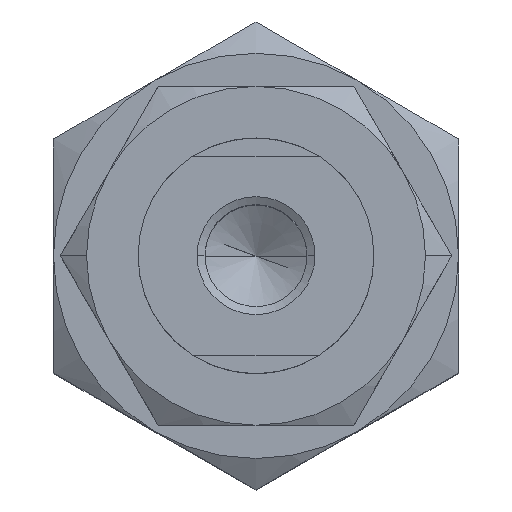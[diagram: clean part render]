
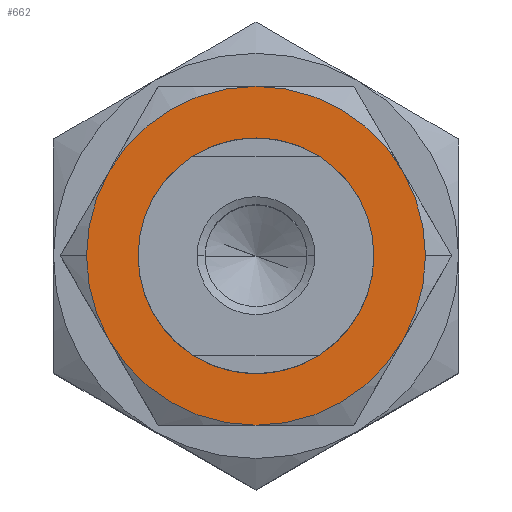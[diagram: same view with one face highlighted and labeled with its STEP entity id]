
A CAD part, top view. The second image highlights one B-rep face of the part: STEP entity #662.
In plain terms, the highlighted planar face has unit normal (0, 0, 1).
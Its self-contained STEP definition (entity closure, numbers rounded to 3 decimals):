
#662=ADVANCED_FACE('',(#1873,#1874),#1875,.T.);
#746=VERTEX_POINT('',#1965);
#1016=EDGE_CURVE('',#746,#1740,#2271,.T.);
#1030=VERTEX_POINT('',#2286);
#1128=VERTEX_POINT('',#2394);
#1188=EDGE_CURVE('',#1030,#1294,#2463,.T.);
#1232=EDGE_CURVE('',#1366,#1466,#2510,.T.);
#1294=VERTEX_POINT('',#2576);
#1296=EDGE_CURVE('',#1466,#1676,#2578,.T.);
#1310=EDGE_CURVE('',#1676,#1598,#2594,.T.);
#1316=EDGE_CURVE('',#1598,#1502,#2600,.T.);
#1366=VERTEX_POINT('',#2658);
#1374=EDGE_CURVE('',#1128,#1030,#2666,.T.);
#1466=VERTEX_POINT('',#2766);
#1476=EDGE_CURVE('',#1502,#1128,#2777,.T.);
#1502=VERTEX_POINT('',#2804);
#1552=EDGE_CURVE('',#1740,#746,#2863,.T.);
#1598=VERTEX_POINT('',#2915);
#1676=VERTEX_POINT('',#2999);
#1740=VERTEX_POINT('',#3071);
#1748=EDGE_CURVE('',#1294,#1366,#3080,.T.);
#1873=FACE_OUTER_BOUND('',#3236,.T.);
#1874=FACE_BOUND('',#3237,.T.);
#1875=PLANE('',#3238);
#1965=CARTESIAN_POINT('',(-16.0,0.,-14.0));
#2271=CIRCLE('',#3908,16.0);
#2286=CARTESIAN_POINT('',(0.,23.0,-14.0));
#2394=CARTESIAN_POINT('',(-19.919,11.5,-14.0));
#2463=CIRCLE('',#4219,23.0);
#2510=CIRCLE('',#4308,23.0);
#2576=CARTESIAN_POINT('',(19.919,11.5,-14.0));
#2578=CIRCLE('',#4416,23.0);
#2594=CIRCLE('',#4434,23.0);
#2600=CIRCLE('',#4451,23.0);
#2658=CARTESIAN_POINT('',(23.0,0.,-14.0));
#2666=CIRCLE('',#4570,23.0);
#2766=CARTESIAN_POINT('',(19.919,-11.5,-14.0));
#2777=CIRCLE('',#4812,23.0);
#2804=CARTESIAN_POINT('',(-23.0,0.,-14.0));
#2863=CIRCLE('',#4950,16.0);
#2915=CARTESIAN_POINT('',(-19.919,-11.5,-14.0));
#2999=CARTESIAN_POINT('',(0.,-23.0,-14.0));
#3071=CARTESIAN_POINT('',(16.0,0.,-14.0));
#3080=CIRCLE('',#5381,23.0);
#3236=EDGE_LOOP('',(#5589,#5590,#5591,#5592,#5593,#5594,#5595,#5596));
#3237=EDGE_LOOP('',(#5597,#5598));
#3238=AXIS2_PLACEMENT_3D('',#5599,#5600,#5601);
#3908=AXIS2_PLACEMENT_3D('',#6076,#6077,#6078);
#4219=AXIS2_PLACEMENT_3D('',#6319,#6320,#6321);
#4308=AXIS2_PLACEMENT_3D('',#6362,#6363,#6364);
#4416=AXIS2_PLACEMENT_3D('',#6434,#6435,#6436);
#4434=AXIS2_PLACEMENT_3D('',#6452,#6453,#6454);
#4451=AXIS2_PLACEMENT_3D('',#6455,#6456,#6457);
#4570=AXIS2_PLACEMENT_3D('',#6523,#6524,#6525);
#4812=AXIS2_PLACEMENT_3D('',#6621,#6622,#6623);
#4950=AXIS2_PLACEMENT_3D('',#6739,#6740,#6741);
#5381=AXIS2_PLACEMENT_3D('',#6972,#6973,#6974);
#5589=ORIENTED_EDGE('',*,*,#1316,.F.);
#5590=ORIENTED_EDGE('',*,*,#1310,.F.);
#5591=ORIENTED_EDGE('',*,*,#1296,.F.);
#5592=ORIENTED_EDGE('',*,*,#1232,.F.);
#5593=ORIENTED_EDGE('',*,*,#1748,.F.);
#5594=ORIENTED_EDGE('',*,*,#1188,.F.);
#5595=ORIENTED_EDGE('',*,*,#1374,.F.);
#5596=ORIENTED_EDGE('',*,*,#1476,.F.);
#5597=ORIENTED_EDGE('',*,*,#1016,.T.);
#5598=ORIENTED_EDGE('',*,*,#1552,.T.);
#5599=CARTESIAN_POINT('',(-19.5,0.,-14.0));
#5600=DIRECTION('',(0.,0.,1.0));
#5601=DIRECTION('',(-1.0,0.,0.));
#6076=CARTESIAN_POINT('',(0.,0.,-14.0));
#6077=DIRECTION('',(0.,0.,-1.0));
#6078=DIRECTION('',(-1.0,0.,0.));
#6319=CARTESIAN_POINT('',(0.,0.,-14.0));
#6320=DIRECTION('',(0.,0.,-1.0));
#6321=DIRECTION('',(-1.0,0.,0.));
#6362=CARTESIAN_POINT('',(0.,0.,-14.0));
#6363=DIRECTION('',(0.,0.,-1.0));
#6364=DIRECTION('',(-1.0,0.,0.));
#6434=CARTESIAN_POINT('',(0.,0.,-14.0));
#6435=DIRECTION('',(0.,0.,-1.0));
#6436=DIRECTION('',(-1.0,0.,0.));
#6452=CARTESIAN_POINT('',(0.,0.,-14.0));
#6453=DIRECTION('',(0.,0.,-1.0));
#6454=DIRECTION('',(-1.0,0.,0.));
#6455=CARTESIAN_POINT('',(0.,0.,-14.0));
#6456=DIRECTION('',(0.,0.,-1.0));
#6457=DIRECTION('',(-1.0,0.,0.));
#6523=CARTESIAN_POINT('',(0.,0.,-14.0));
#6524=DIRECTION('',(0.,0.,-1.0));
#6525=DIRECTION('',(-1.0,0.,0.));
#6621=CARTESIAN_POINT('',(0.,0.,-14.0));
#6622=DIRECTION('',(0.,0.,-1.0));
#6623=DIRECTION('',(-1.0,0.,0.));
#6739=CARTESIAN_POINT('',(0.,0.,-14.0));
#6740=DIRECTION('',(0.,0.,-1.0));
#6741=DIRECTION('',(-1.0,0.,0.));
#6972=CARTESIAN_POINT('',(0.,0.,-14.0));
#6973=DIRECTION('',(0.,0.,-1.0));
#6974=DIRECTION('',(-1.0,0.,0.));
